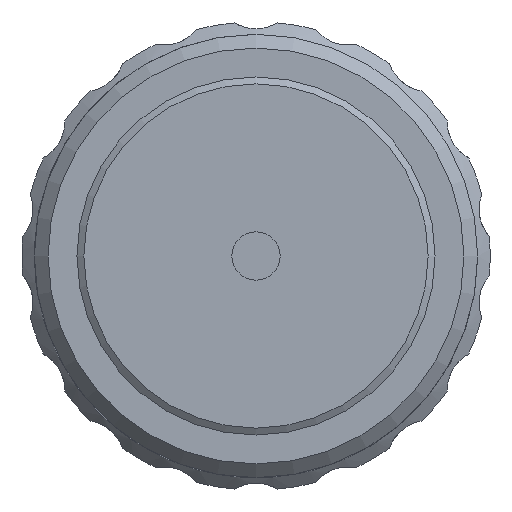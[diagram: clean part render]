
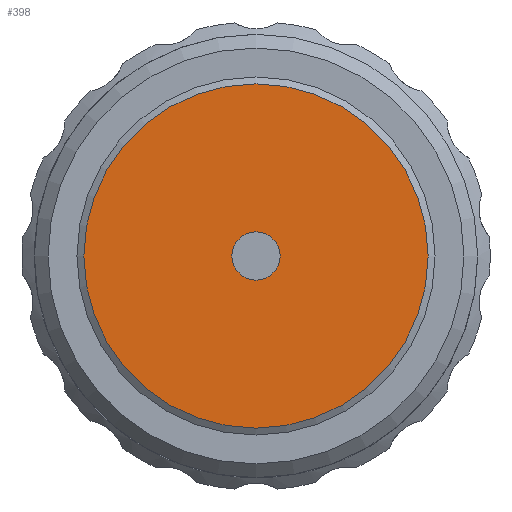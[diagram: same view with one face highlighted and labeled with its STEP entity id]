
A CAD part, left-side view. The second image highlights one B-rep face of the part: STEP entity #398.
In plain terms, the highlighted planar face has unit normal (-1, 0, 0).
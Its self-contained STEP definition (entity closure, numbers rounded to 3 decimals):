
#132 = FACE_BOUND ( 'NONE', #1181, .T. ) ;
#152 = CARTESIAN_POINT ( 'NONE',  ( 7.337, 46.021, 0. ) ) ;
#217 = AXIS2_PLACEMENT_3D ( 'NONE', #152, #2077, #337 ) ;
#268 = PLANE ( 'NONE',  #577 ) ;
#275 = CARTESIAN_POINT ( 'NONE',  ( 7.337, 46.021, 0. ) ) ;
#327 = AXIS2_PLACEMENT_3D ( 'NONE', #275, #959, #2057 ) ;
#337 = DIRECTION ( 'NONE',  ( 0., 0., 1. ) ) ;
#398 = ADVANCED_FACE ( 'NONE', ( #132, #2181 ), #268, .T. ) ;
#465 = DIRECTION ( 'NONE',  ( 0., 0., 1. ) ) ;
#483 = EDGE_CURVE ( 'NONE', #1004, #1004, #647, .T. ) ;
#577 = AXIS2_PLACEMENT_3D ( 'NONE', #1806, #1799, #465 ) ;
#593 = ORIENTED_EDGE ( 'NONE', *, *, #483, .T. ) ;
#647 = CIRCLE ( 'NONE', #217, 1.75 ) ;
#798 = EDGE_CURVE ( 'NONE', #971, #971, #1545, .T. ) ;
#920 = EDGE_LOOP ( 'NONE', ( #1734 ) ) ;
#959 = DIRECTION ( 'NONE',  ( 1., 0., 0. ) ) ;
#971 = VERTEX_POINT ( 'NONE', #1490 ) ;
#1004 = VERTEX_POINT ( 'NONE', #1133 ) ;
#1133 = CARTESIAN_POINT ( 'NONE',  ( 7.337, 46.021, 1.75 ) ) ;
#1181 = EDGE_LOOP ( 'NONE', ( #593 ) ) ;
#1490 = CARTESIAN_POINT ( 'NONE',  ( 7.337, 46.021, 12.5 ) ) ;
#1545 = CIRCLE ( 'NONE', #327, 12.5 ) ;
#1734 = ORIENTED_EDGE ( 'NONE', *, *, #798, .F. ) ;
#1799 = DIRECTION ( 'NONE',  ( -1., 0., 0. ) ) ;
#1806 = CARTESIAN_POINT ( 'NONE',  ( 7.337, 57.871, 0. ) ) ;
#2057 = DIRECTION ( 'NONE',  ( 0., 0., 1. ) ) ;
#2077 = DIRECTION ( 'NONE',  ( 1., 0., 0. ) ) ;
#2181 = FACE_OUTER_BOUND ( 'NONE', #920, .T. ) ;
